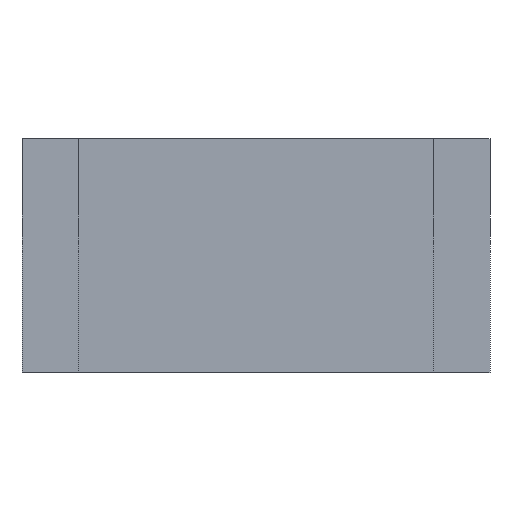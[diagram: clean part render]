
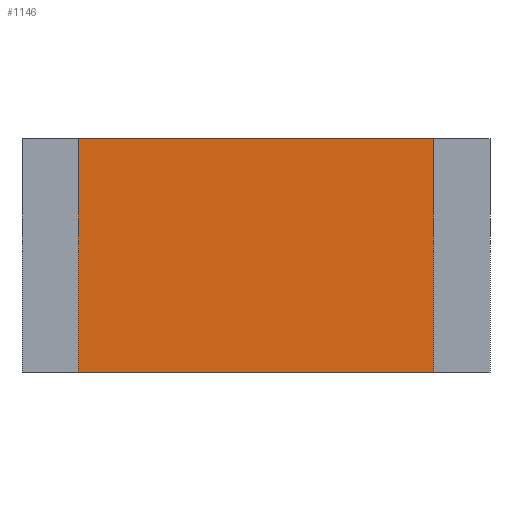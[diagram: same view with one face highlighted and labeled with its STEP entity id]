
A CAD part, front view. The second image highlights one B-rep face of the part: STEP entity #1146.
In plain terms, the highlighted planar face has unit normal (0, -1, 0).
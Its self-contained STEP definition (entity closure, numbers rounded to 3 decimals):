
#2 = ORIENTED_EDGE ( 'NONE', *, *, #366, .F. ) ;
#3 = CARTESIAN_POINT ( 'NONE',  ( -2.465, 0.035, -1.25 ) ) ;
#56 = DIRECTION ( 'NONE',  ( 0., 0., 1. ) ) ;
#83 = VERTEX_POINT ( 'NONE', #988 ) ;
#92 = DIRECTION ( 'NONE',  ( 0., 0., -1. ) ) ;
#116 = VERTEX_POINT ( 'NONE', #330 ) ;
#197 = DIRECTION ( 'NONE',  ( 0., -1., 0. ) ) ;
#198 = AXIS2_PLACEMENT_3D ( 'NONE', #1218, #197, #92 ) ;
#247 = VECTOR ( 'NONE', #290, 1000. ) ;
#290 = DIRECTION ( 'NONE',  ( 0., 0., 1. ) ) ;
#330 = CARTESIAN_POINT ( 'NONE',  ( 2.465, 0.035, 1.25 ) ) ;
#366 = EDGE_CURVE ( 'NONE', #489, #83, #514, .T. ) ;
#413 = EDGE_LOOP ( 'NONE', ( #2, #506, #724, #927 ) ) ;
#489 = VERTEX_POINT ( 'NONE', #572 ) ;
#490 = VERTEX_POINT ( 'NONE', #674 ) ;
#506 = ORIENTED_EDGE ( 'NONE', *, *, #1056, .T. ) ;
#514 = LINE ( 'NONE', #652, #247 ) ;
#560 = DIRECTION ( 'NONE',  ( 1., 0., 0. ) ) ;
#572 = CARTESIAN_POINT ( 'NONE',  ( -2.465, 0.035, -1.25 ) ) ;
#642 = VECTOR ( 'NONE', #655, 1000. ) ;
#643 = CARTESIAN_POINT ( 'NONE',  ( -2.465, 0.035, 1.25 ) ) ;
#652 = CARTESIAN_POINT ( 'NONE',  ( -2.465, 0.035, -6.22 ) ) ;
#655 = DIRECTION ( 'NONE',  ( 1., 0., 0. ) ) ;
#674 = CARTESIAN_POINT ( 'NONE',  ( 2.465, 0.035, -1.25 ) ) ;
#724 = ORIENTED_EDGE ( 'NONE', *, *, #755, .T. ) ;
#755 = EDGE_CURVE ( 'NONE', #490, #116, #1022, .T. ) ;
#808 = LINE ( 'NONE', #3, #642 ) ;
#854 = VECTOR ( 'NONE', #560, 1000. ) ;
#895 = CARTESIAN_POINT ( 'NONE',  ( 2.465, 0.035, -6.22 ) ) ;
#927 = ORIENTED_EDGE ( 'NONE', *, *, #1076, .F. ) ;
#986 = VECTOR ( 'NONE', #56, 1000. ) ;
#988 = CARTESIAN_POINT ( 'NONE',  ( -2.465, 0.035, 1.25 ) ) ;
#1022 = LINE ( 'NONE', #895, #986 ) ;
#1046 = FACE_OUTER_BOUND ( 'NONE', #413, .T. ) ;
#1056 = EDGE_CURVE ( 'NONE', #489, #490, #808, .T. ) ;
#1076 = EDGE_CURVE ( 'NONE', #83, #116, #1119, .T. ) ;
#1119 = LINE ( 'NONE', #643, #854 ) ;
#1130 = PLANE ( 'NONE',  #198 ) ;
#1146 = ADVANCED_FACE ( 'NONE', ( #1046 ), #1130, .T. ) ;
#1218 = CARTESIAN_POINT ( 'NONE',  ( -2.465, 0.035, -6.22 ) ) ;
